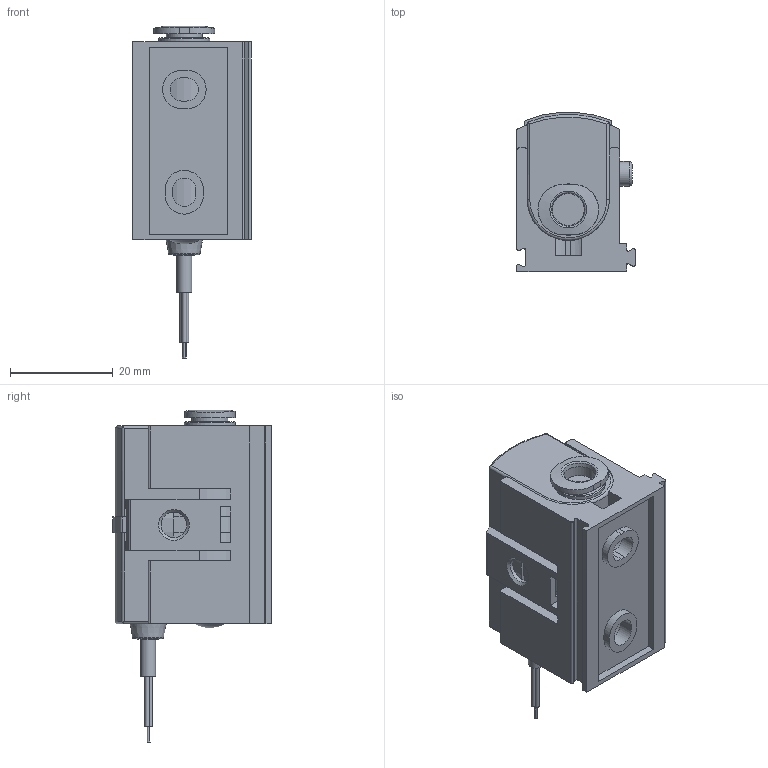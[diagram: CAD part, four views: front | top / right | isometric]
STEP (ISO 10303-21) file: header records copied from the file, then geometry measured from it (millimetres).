
FILE_DESCRIPTION(/* description */ ('STEP AP214'),/* implementation_level */ '2;1');
FILE_NAME(/* name */ '567471_SDE5-D10-NF-Q6E-V-K',/* time_stamp */ '2024-09-15T00:21:09+02:00',/* author */ ('License CC BY-ND 4.0'),/* organization */ ('CADENAS'),/* preprocessor_version */ 'ST-DEVELOPER v19.3',/* originating_system */ 'PARTsolutions',/* authorisation */ ' ');
FILE_SCHEMA (('AUTOMOTIVE_DESIGN {1 0 10303 214 3 1 1}'));
Length unit declared in the file: millimetre
Products named in the file (3): 567471 SDE5-D10-NF-Q6E-V-K; 567471 SDE5-Q6E-K(NF)---(DS); 653056 SDE5---(H)
Assembly tree (2 placements, depth 2):
  567471 SDE5-D10-NF-Q6E-V-K
    567471 SDE5-Q6E-K(NF)---(DS)
    653056 SDE5---(H)
Bounding box: 23 x 30.94 x 64.6 mm (x, y, z)
Volume: 20319.9 mm3; surface area: 10595 mm2
Topology: 2 solids, 2 shells, 280 faces, 767 edges, 508 vertices
Faces by surface type: plane 149, cylinder 117, torus 8, cone 6
Full cylindrical faces by diameter (mm): 2.9 x1, 4.8 x1, 5 x1, 6.2 x1, 7 x1, 10 x1
Entity records: 9766 total; most frequent: CARTESIAN_POINT 1785, ORIENTED_EDGE 1498, DIRECTION 1466, EDGE_CURVE 749, VERTEX_POINT 506, AXIS2_PLACEMENT_3D 494, LINE 478, VECTOR 478
